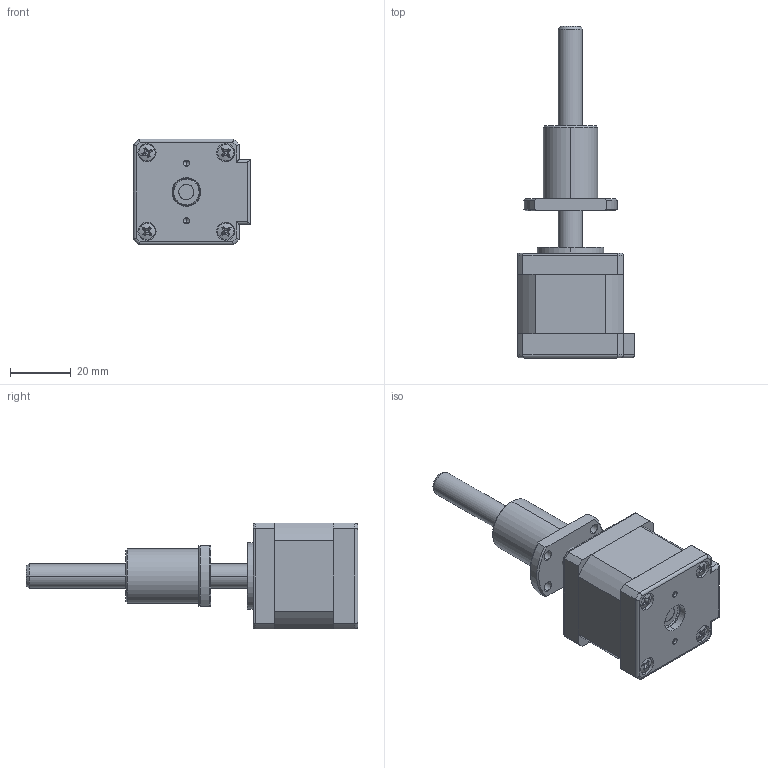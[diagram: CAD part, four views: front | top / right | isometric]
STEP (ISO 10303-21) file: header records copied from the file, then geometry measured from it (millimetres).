
FILE_DESCRIPTION (( 'STEP AP214' ), '1' );
FILE_NAME ('BE143S-B0808-75-FF1-S-150.STEP', '2023-11-29T06:36:18', ( '' ), ( '' ), 'SwSTEP 2.0', 'SolidWorks 2018', '' );
FILE_SCHEMA (( 'AUTOMOTIVE_DESIGN' ));
Length unit declared in the file: millimetre
Products named in the file (1): BE143S-B0808-75-FF1-S-150
Bounding box: 38.7 x 109.6 x 35 mm (x, y, z)
Volume: 46809 mm3; surface area: 24727.8 mm2
Topology: 8 solids, 12 shells, 671 faces, 1671 edges, 1072 vertices
Faces by surface type: cylinder 293, plane 236, cone 94, torus 28, bspline 12, sphere 8
Entity records: 40879 total; most frequent: CARTESIAN_POINT 17433, DIRECTION 3373, ORIENTED_EDGE 3334, EDGE_CURVE 1667, AXIS2_PLACEMENT_3D 1318, VERTEX_POINT 1072, EDGE_LOOP 777, LINE 737
